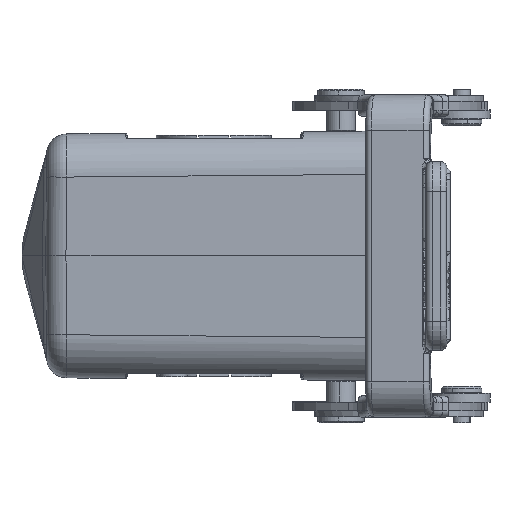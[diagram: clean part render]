
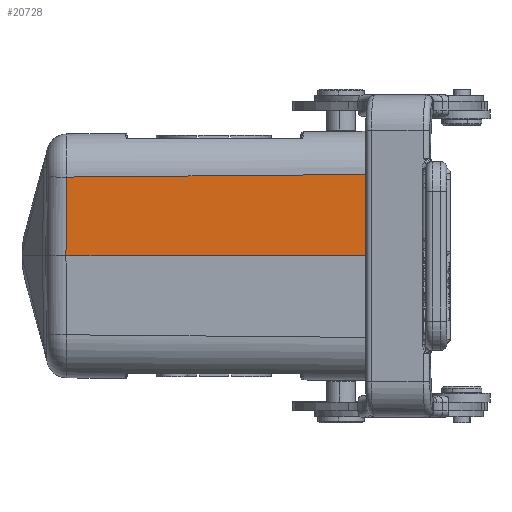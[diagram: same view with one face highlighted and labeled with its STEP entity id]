
A CAD part, left-side view. The second image highlights one B-rep face of the part: STEP entity #20728.
In plain terms, the highlighted planar face has unit normal (-1, 0.009, 0.009).
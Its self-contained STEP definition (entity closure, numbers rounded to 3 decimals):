
#1153=DIRECTION('',(0.009,1.,0.));
#1154=VECTOR('',#1153,9.492);
#1155=CARTESIAN_POINT('',(-36.491,71.009,
0.));
#1156=LINE('',#1155,#1154);
#1157=DIRECTION('',(0.009,1.,0.));
#1158=VECTOR('',#1157,43.032);
#1159=CARTESIAN_POINT('',(-36.408,80.5,
-0.001));
#1160=LINE('',#1159,#1158);
#1161=DIRECTION('',(0.009,-0.009,1.));
#1162=VECTOR('',#1161,13.6);
#1163=CARTESIAN_POINT('',(-36.033,123.531,
0.));
#1164=LINE('',#1163,#1162);
#1165=DIRECTION('',(-0.009,-1.,0.009));
#1166=VECTOR('',#1165,52.407);
#1167=CARTESIAN_POINT('',(-35.915,123.412,13.6));
#1168=LINE('',#1167,#1166);
#1215=DIRECTION('',(0.009,0.,1.));
#1216=VECTOR('',#1215,14.057);
#1217=CARTESIAN_POINT('',(-36.491,71.009,
0.));
#1218=LINE('',#1217,#1216);
#15341=CARTESIAN_POINT('',(-36.408,80.5,
-0.001));
#15342=CARTESIAN_POINT('',(-36.033,123.531,
0.));
#15343=VERTEX_POINT('',#15341);
#15344=VERTEX_POINT('',#15342);
#15345=CARTESIAN_POINT('',(-36.491,71.009,
0.));
#15346=VERTEX_POINT('',#15345);
#15349=CARTESIAN_POINT('',(-35.915,123.412,
13.6));
#15350=VERTEX_POINT('',#15349);
#15351=CARTESIAN_POINT('',(-36.369,71.009,
14.057));
#15352=VERTEX_POINT('',#15351);
#20714=CARTESIAN_POINT('',(-36.201,97.27,
7.026));
#20715=DIRECTION('',(1.,-0.009,-0.009));
#20716=DIRECTION('',(0.009,0.,1.));
#20717=AXIS2_PLACEMENT_3D('',#20714,#20715,#20716);
#20718=PLANE('',#20717);
#20719=ORIENTED_EDGE('',*,*,#20704,.T.);
#20720=ORIENTED_EDGE('',*,*,#20702,.T.);
#20722=ORIENTED_EDGE('',*,*,#20721,.T.);
#20723=ORIENTED_EDGE('',*,*,#18765,.T.);
#20725=ORIENTED_EDGE('',*,*,#20724,.F.);
#20726=EDGE_LOOP('',(#20719,#20720,#20722,#20723,#20725));
#20727=FACE_OUTER_BOUND('',#20726,.F.);
#20728=ADVANCED_FACE('',(#20727),#20718,.F.);
#18765=EDGE_CURVE('',#15350,#15352,#1168,.T.);
#20702=EDGE_CURVE('',#15343,#15344,#1160,.T.);
#20704=EDGE_CURVE('',#15346,#15343,#1156,.T.);
#20721=EDGE_CURVE('',#15344,#15350,#1164,.T.);
#20724=EDGE_CURVE('',#15346,#15352,#1218,.T.);
